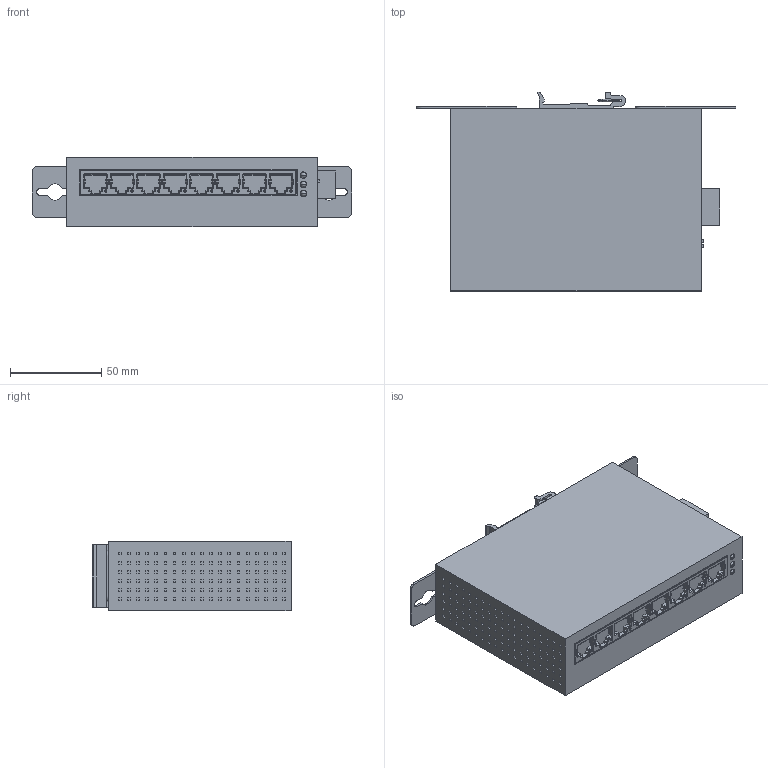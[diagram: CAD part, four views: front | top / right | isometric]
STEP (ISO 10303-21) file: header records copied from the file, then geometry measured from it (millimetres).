
FILE_DESCRIPTION((''),'2;1');
FILE_NAME('TL-SL2108_1_0_ASM','2022-10-11T',('wenjing'),(''),'PRO/ENGINEER BY PARAMETRIC TECHNOLOGY CORPORATION, 2013230','PRO/ENGINEER BY PARAMETRIC TECHNOLOGY CORPORATION, 2013230','');
FILE_SCHEMA(('CONFIG_CONTROL_DESIGN'));
Products named in the file (21): ZHUTI_1X8_3_2_1_1_1; SHIELD_8_4_2_1_1_1; RJ45_LED_8_ASM_ASM_1_1_ASM_1_AS_ASM; 3KONGDENGZUO_1_1_1_1; PWC3_2_1_1_1; BOMAKAIGUAN_7_1_1_1; 1X4DUANZITAI_7_1_1_1; JIEDIZUO6042500822_7_1_2_1_1_1; JIEDIZUO6042500822_7_1_2_2_1_1; JIEDIZUO6042500822_7_1_2_3_1_1; JIEDIZUO6042500822_7_1_2_ASM_1__ASM; DUANZITAI_MUZUO_2_1_1_1; ASM0001_ASM_23_1_ASM_1_ASM_1_ASM; 137X100X38_3_1; 6031500125-JIAOTIE_1_1_1; XINGCAI34_1_1; TANGHUANG33_1_1; DAOGUIKAKOU34_ASM_2_ASM_1_ASM; ASM0004_ASM_2_ASM_1_ASM; 2108_ASM_1_ASM; TL-SL2108_1_0_ASM
Assembly tree (21 placements, depth 6):
  TL-SL2108_1_0_ASM
    2108_ASM_1_ASM
      ASM0004_ASM_2_ASM_1_ASM
        ASM0001_ASM_23_1_ASM_1_ASM_1_ASM
          RJ45_LED_8_ASM_ASM_1_1_ASM_1_AS_ASM
            ZHUTI_1X8_3_2_1_1_1
            SHIELD_8_4_2_1_1_1
          3KONGDENGZUO_1_1_1_1
          PWC3_2_1_1_1
          BOMAKAIGUAN_7_1_1_1
          1X4DUANZITAI_7_1_1_1
          JIEDIZUO6042500822_7_1_2_ASM_1__ASM
            JIEDIZUO6042500822_7_1_2_1_1_1
            JIEDIZUO6042500822_7_1_2_2_1_1
            JIEDIZUO6042500822_7_1_2_3_1_1
          DUANZITAI_MUZUO_2_1_1_1
        137X100X38_3_1
        6031500125-JIAOTIE_1_1_1  x2
        DAOGUIKAKOU34_ASM_2_ASM_1_ASM
          XINGCAI34_1_1
          TANGHUANG33_1_1
Bounding box: 175 x 109.4 x 38 mm (x, y, z)
Volume: 518573.3 mm3; surface area: 92312.1 mm2
Topology: 16 solids, 32 shells, 3377 faces, 8469 edges, 5288 vertices
Faces by surface type: plane 2350, cylinder 823, bspline 58, sphere 52, cone 50, torus 44
Entity records: 101351 total; most frequent: CARTESIAN_POINT 20446, ORIENTED_EDGE 16692, DIRECTION 16514, EDGE_CURVE 8346, VECTOR 6324, LINE 6324, VERTEX_POINT 5235, AXIS2_PLACEMENT_3D 5095
